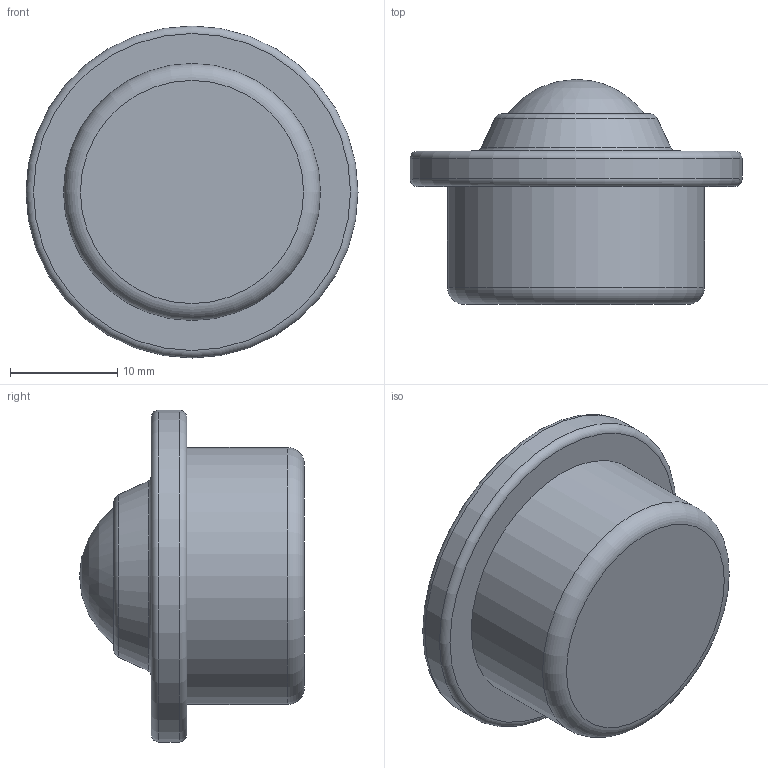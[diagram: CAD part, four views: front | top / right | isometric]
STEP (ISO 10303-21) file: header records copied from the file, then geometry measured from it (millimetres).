
FILE_DESCRIPTION(('FreeCAD Model'),'2;1');
FILE_NAME('Open CASCADE Shape Model','2026-02-10T09:06:26',(''),(''), 'Open CASCADE STEP processor 7.6','FreeCAD','Unknown');
FILE_SCHEMA(('AUTOMOTIVE_DESIGN { 1 0 10303 214 1 1 1 1 }'));
Length unit declared in the file: millimetre
Products named in the file (1): STI8-IBP24
Bounding box: 31 x 21 x 31 mm (x, y, z)
Volume: 8368.3 mm3; surface area: 2686.5 mm2
Topology: 1 solids, 1 shells, 13 faces, 23 edges, 14 vertices
Faces by surface type: torus 5, plane 4, cylinder 2, sphere 1, cone 1
Full cylindrical faces by diameter (mm): 24 x1, 31 x1
Entity records: 433 total; most frequent: CARTESIAN_POINT 89, DIRECTION 54, ORIENTED_EDGE 44, AXIS2_PLACEMENT_3D 27, EDGE_CURVE 22, FACE_BOUND 16, EDGE_LOOP 16, VERTEX_POINT 14
